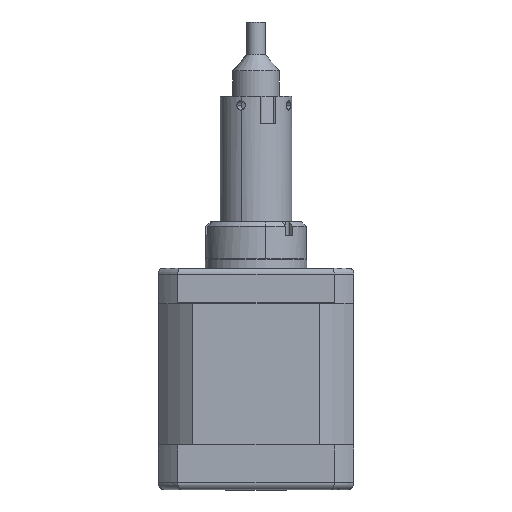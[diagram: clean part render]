
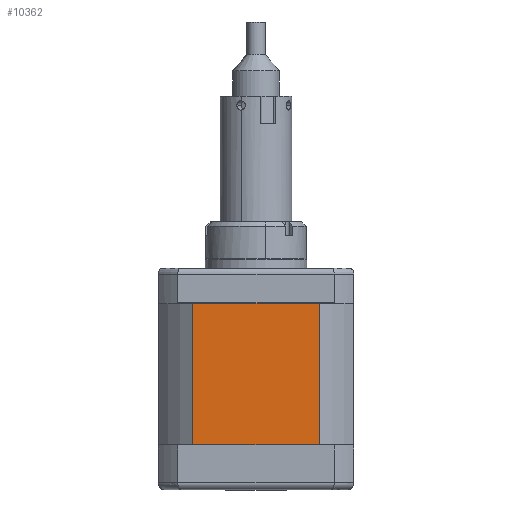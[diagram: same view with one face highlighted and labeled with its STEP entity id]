
A CAD part, top view. The second image highlights one B-rep face of the part: STEP entity #10362.
In plain terms, the highlighted planar face has unit normal (0, 0, 1).
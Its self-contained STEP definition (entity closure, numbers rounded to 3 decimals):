
#523 = LINE ( 'NONE', #3714, #10282 ) ;
#1011 = DIRECTION ( 'NONE',  ( -1., 0., 0. ) ) ;
#1231 = AXIS2_PLACEMENT_3D ( 'NONE', #1665, #8229, #2593 ) ;
#1665 = CARTESIAN_POINT ( 'NONE',  ( 1.222, -12.797, 24.353 ) ) ;
#1844 = EDGE_LOOP ( 'NONE', ( #9336, #6185, #3014, #5459 ) ) ;
#2403 = LINE ( 'NONE', #6641, #2991 ) ;
#2593 = DIRECTION ( 'NONE',  ( 1., 0., 0. ) ) ;
#2875 = CARTESIAN_POINT ( 'NONE',  ( 28.41, -12.797, 24.353 ) ) ;
#2965 = VERTEX_POINT ( 'NONE', #3188 ) ;
#2991 = VECTOR ( 'NONE', #1011, 1000. ) ;
#3014 = ORIENTED_EDGE ( 'NONE', *, *, #7007, .F. ) ;
#3101 = VERTEX_POINT ( 'NONE', #5368 ) ;
#3188 = CARTESIAN_POINT ( 'NONE',  ( 1.222, -12.797, 24.353 ) ) ;
#3279 = DIRECTION ( 'NONE',  ( 0., 1., 0. ) ) ;
#3714 = CARTESIAN_POINT ( 'NONE',  ( 1.222, 17.703, 24.353 ) ) ;
#4664 = DIRECTION ( 'NONE',  ( -1., 0., 0. ) ) ;
#4878 = VERTEX_POINT ( 'NONE', #2875 ) ;
#4894 = VERTEX_POINT ( 'NONE', #10472 ) ;
#5212 = CARTESIAN_POINT ( 'NONE',  ( 1.222, -12.797, 24.353 ) ) ;
#5368 = CARTESIAN_POINT ( 'NONE',  ( 1.222, 17.703, 24.353 ) ) ;
#5459 = ORIENTED_EDGE ( 'NONE', *, *, #6791, .T. ) ;
#6185 = ORIENTED_EDGE ( 'NONE', *, *, #7258, .F. ) ;
#6370 = CARTESIAN_POINT ( 'NONE',  ( 28.41, -12.797, 24.353 ) ) ;
#6641 = CARTESIAN_POINT ( 'NONE',  ( 1.222, -12.797, 24.353 ) ) ;
#6791 = EDGE_CURVE ( 'NONE', #4878, #4894, #9230, .T. ) ;
#6934 = EDGE_CURVE ( 'NONE', #4894, #3101, #523, .T. ) ;
#7007 = EDGE_CURVE ( 'NONE', #4878, #2965, #2403, .T. ) ;
#7258 = EDGE_CURVE ( 'NONE', #2965, #3101, #11414, .T. ) ;
#7295 = PLANE ( 'NONE',  #1231 ) ;
#7304 = DIRECTION ( 'NONE',  ( 0., 1., 0. ) ) ;
#8229 = DIRECTION ( 'NONE',  ( 0., 0., -1. ) ) ;
#8517 = VECTOR ( 'NONE', #3279, 1000. ) ;
#9230 = LINE ( 'NONE', #6370, #11803 ) ;
#9336 = ORIENTED_EDGE ( 'NONE', *, *, #6934, .T. ) ;
#9655 = FACE_OUTER_BOUND ( 'NONE', #1844, .T. ) ;
#10282 = VECTOR ( 'NONE', #4664, 1000. ) ;
#10362 = ADVANCED_FACE ( 'NONE', ( #9655 ), #7295, .F. ) ;
#10472 = CARTESIAN_POINT ( 'NONE',  ( 28.41, 17.703, 24.353 ) ) ;
#11414 = LINE ( 'NONE', #5212, #8517 ) ;
#11803 = VECTOR ( 'NONE', #7304, 1000. ) ;
